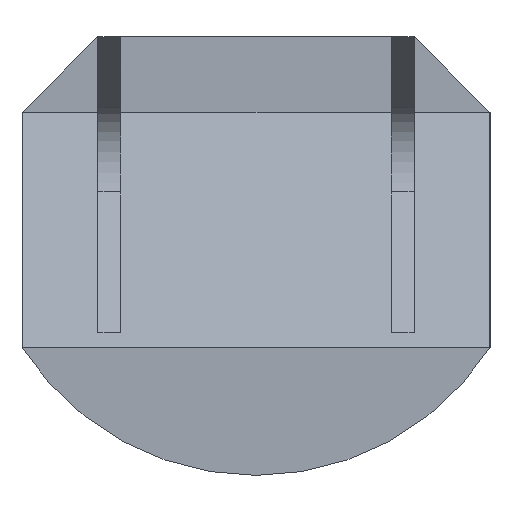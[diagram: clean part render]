
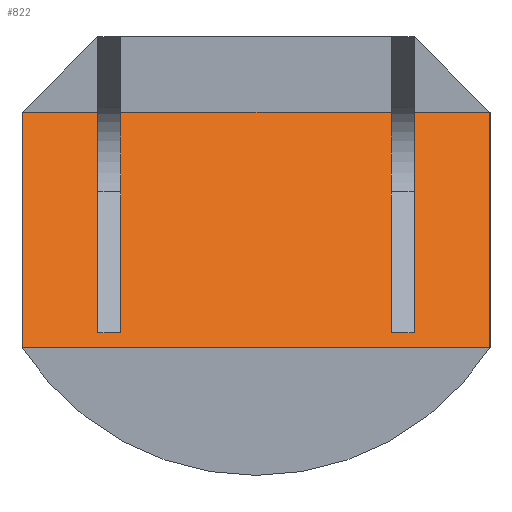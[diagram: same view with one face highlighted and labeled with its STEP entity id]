
A CAD part, left-side view. The second image highlights one B-rep face of the part: STEP entity #822.
In plain terms, the highlighted planar face has unit normal (-0.643, 0, 0.766).
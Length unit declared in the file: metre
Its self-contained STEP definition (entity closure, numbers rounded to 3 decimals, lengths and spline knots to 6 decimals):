
#1 = LINE ( 'NONE', #896, #897 ) ;
#33 = CARTESIAN_POINT ( 'NONE',  ( -14.18, 1.543, -3.21 ) ) ;
#34 = CARTESIAN_POINT ( 'NONE',  ( -14.065093, 0.893, -3.113582 ) ) ;
#35 = VECTOR ( 'NONE', #467, 1. ) ;
#37 = ORIENTED_EDGE ( 'NONE', *, *, #618, .F. ) ;
#44 = CARTESIAN_POINT ( 'NONE',  ( -12.332782, -0.893, -1.66 ) ) ;
#48 = LINE ( 'NONE', #400, #842 ) ;
#58 = ORIENTED_EDGE ( 'NONE', *, *, #385, .T. ) ;
#68 = ORIENTED_EDGE ( 'NONE', *, *, #465, .T. ) ;
#74 = EDGE_CURVE ( 'NONE', #97, #160, #353, .T. ) ;
#75 = ORIENTED_EDGE ( 'NONE', *, *, #1012, .F. ) ;
#79 = VERTEX_POINT ( 'NONE', #960 ) ;
#97 = VERTEX_POINT ( 'NONE', #381 ) ;
#121 = DIRECTION ( 'NONE',  ( -0.766, 0., -0.643 ) ) ;
#124 = CARTESIAN_POINT ( 'NONE',  ( -14.18, -1.543, -3.21 ) ) ;
#126 = CARTESIAN_POINT ( 'NONE',  ( -12.332782, 1.043, -1.66 ) ) ;
#127 = CARTESIAN_POINT ( 'NONE',  ( -14.065093, -0.893, -3.113582 ) ) ;
#135 = ORIENTED_EDGE ( 'NONE', *, *, #373, .T. ) ;
#141 = CARTESIAN_POINT ( 'NONE',  ( -12.332782, 0.893, -1.66 ) ) ;
#160 = VERTEX_POINT ( 'NONE', #124 ) ;
#181 = CARTESIAN_POINT ( 'NONE',  ( -14.18, -1.543, -3.21 ) ) ;
#190 = VECTOR ( 'NONE', #736, 1. ) ;
#196 = LINE ( 'NONE', #812, #242 ) ;
#201 = CARTESIAN_POINT ( 'NONE',  ( -12.332782, 0.893, -1.66 ) ) ;
#204 = DIRECTION ( 'NONE',  ( -0.766, 0., -0.643 ) ) ;
#214 = CARTESIAN_POINT ( 'NONE',  ( -12.332782, -1.043, -1.66 ) ) ;
#215 = LINE ( 'NONE', #44, #190 ) ;
#242 = VECTOR ( 'NONE', #981, 1. ) ;
#260 = DIRECTION ( 'NONE',  ( 0., 1., 0. ) ) ;
#266 = VECTOR ( 'NONE', #434, 1. ) ;
#287 = CARTESIAN_POINT ( 'NONE',  ( -14.18, -1.543, -3.21 ) ) ;
#294 = ORIENTED_EDGE ( 'NONE', *, *, #955, .T. ) ;
#303 = DIRECTION ( 'NONE',  ( 0., -1., 0. ) ) ;
#336 = VECTOR ( 'NONE', #260, 1. ) ;
#342 = DIRECTION ( 'NONE',  ( 0., 1., 0. ) ) ;
#353 = LINE ( 'NONE', #603, #773 ) ;
#372 = CARTESIAN_POINT ( 'NONE',  ( -12.332782, -1.543, -1.66 ) ) ;
#373 = EDGE_CURVE ( 'NONE', #97, #931, #782, .T. ) ;
#374 = VECTOR ( 'NONE', #628, 1. ) ;
#381 = CARTESIAN_POINT ( 'NONE',  ( -12.332782, -1.543, -1.66 ) ) ;
#385 = EDGE_CURVE ( 'NONE', #461, #837, #1064, .T. ) ;
#400 = CARTESIAN_POINT ( 'NONE',  ( -14.065093, -0.893, -3.113582 ) ) ;
#432 = VERTEX_POINT ( 'NONE', #201 ) ;
#434 = DIRECTION ( 'NONE',  ( 0., 1., 0. ) ) ;
#437 = EDGE_CURVE ( 'NONE', #855, #770, #776, .T. ) ;
#445 = CARTESIAN_POINT ( 'NONE',  ( -12.332782, -1.043, -1.66 ) ) ;
#453 = CARTESIAN_POINT ( 'NONE',  ( -14.065093, 0.893, -3.113582 ) ) ;
#454 = EDGE_CURVE ( 'NONE', #79, #432, #196, .T. ) ;
#461 = VERTEX_POINT ( 'NONE', #453 ) ;
#465 = EDGE_CURVE ( 'NONE', #770, #957, #1, .T. ) ;
#467 = DIRECTION ( 'NONE',  ( -0.766, 0., -0.643 ) ) ;
#478 = LINE ( 'NONE', #181, #948 ) ;
#506 = VERTEX_POINT ( 'NONE', #127 ) ;
#532 = CARTESIAN_POINT ( 'NONE',  ( -12.332782, 1.543, -1.66 ) ) ;
#542 = FACE_OUTER_BOUND ( 'NONE', #682, .T. ) ;
#565 = EDGE_CURVE ( 'NONE', #506, #800, #48, .T. ) ;
#587 = ORIENTED_EDGE ( 'NONE', *, *, #74, .F. ) ;
#593 = ORIENTED_EDGE ( 'NONE', *, *, #606, .F. ) ;
#603 = CARTESIAN_POINT ( 'NONE',  ( -14.18, -1.543, -3.21 ) ) ;
#606 = EDGE_CURVE ( 'NONE', #79, #506, #215, .T. ) ;
#618 = EDGE_CURVE ( 'NONE', #160, #957, #478, .T. ) ;
#620 = PLANE ( 'NONE',  #670 ) ;
#627 = DIRECTION ( 'NONE',  ( 0.643, 0., -0.766 ) ) ;
#628 = DIRECTION ( 'NONE',  ( 0., 1., 0. ) ) ;
#644 = ORIENTED_EDGE ( 'NONE', *, *, #783, .T. ) ;
#656 = LINE ( 'NONE', #141, #924 ) ;
#670 = AXIS2_PLACEMENT_3D ( 'NONE', #287, #627, #204 ) ;
#682 = EDGE_LOOP ( 'NONE', ( #701, #593, #1102, #294, #58, #75, #735, #68, #37, #587, #135, #644 ) ) ;
#694 = CARTESIAN_POINT ( 'NONE',  ( -12.332782, -1.543, -1.66 ) ) ;
#701 = ORIENTED_EDGE ( 'NONE', *, *, #565, .F. ) ;
#702 = DIRECTION ( 'NONE',  ( -0.766, 0., -0.643 ) ) ;
#713 = LINE ( 'NONE', #445, #813 ) ;
#735 = ORIENTED_EDGE ( 'NONE', *, *, #437, .T. ) ;
#736 = DIRECTION ( 'NONE',  ( -0.766, 0., -0.643 ) ) ;
#748 = LINE ( 'NONE', #126, #35 ) ;
#770 = VERTEX_POINT ( 'NONE', #532 ) ;
#773 = VECTOR ( 'NONE', #864, 1. ) ;
#776 = LINE ( 'NONE', #694, #266 ) ;
#782 = LINE ( 'NONE', #372, #336 ) ;
#783 = EDGE_CURVE ( 'NONE', #931, #800, #713, .T. ) ;
#800 = VERTEX_POINT ( 'NONE', #871 ) ;
#801 = CARTESIAN_POINT ( 'NONE',  ( -14.065093, 1.043, -3.113582 ) ) ;
#805 = CARTESIAN_POINT ( 'NONE',  ( -12.332782, 1.043, -1.66 ) ) ;
#812 = CARTESIAN_POINT ( 'NONE',  ( -12.332782, -1.543, -1.66 ) ) ;
#813 = VECTOR ( 'NONE', #702, 1. ) ;
#822 = ADVANCED_FACE ( 'NONE', ( #542 ), #620, .F. ) ;
#837 = VERTEX_POINT ( 'NONE', #801 ) ;
#842 = VECTOR ( 'NONE', #303, 1. ) ;
#855 = VERTEX_POINT ( 'NONE', #805 ) ;
#864 = DIRECTION ( 'NONE',  ( -0.766, 0., -0.643 ) ) ;
#871 = CARTESIAN_POINT ( 'NONE',  ( -14.065093, -1.043, -3.113582 ) ) ;
#896 = CARTESIAN_POINT ( 'NONE',  ( -14.18, 1.543, -3.21 ) ) ;
#897 = VECTOR ( 'NONE', #121, 1. ) ;
#924 = VECTOR ( 'NONE', #1079, 1. ) ;
#931 = VERTEX_POINT ( 'NONE', #214 ) ;
#948 = VECTOR ( 'NONE', #342, 1. ) ;
#955 = EDGE_CURVE ( 'NONE', #432, #461, #656, .T. ) ;
#957 = VERTEX_POINT ( 'NONE', #33 ) ;
#960 = CARTESIAN_POINT ( 'NONE',  ( -12.332782, -0.893, -1.66 ) ) ;
#981 = DIRECTION ( 'NONE',  ( 0., 1., 0. ) ) ;
#1012 = EDGE_CURVE ( 'NONE', #855, #837, #748, .T. ) ;
#1064 = LINE ( 'NONE', #34, #374 ) ;
#1079 = DIRECTION ( 'NONE',  ( -0.766, 0., -0.643 ) ) ;
#1102 = ORIENTED_EDGE ( 'NONE', *, *, #454, .T. ) ;
